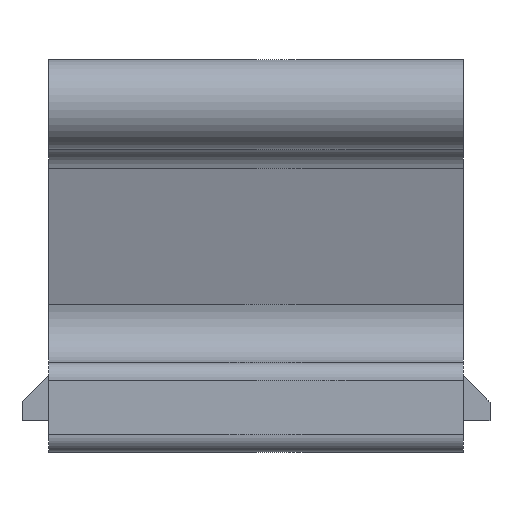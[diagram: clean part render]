
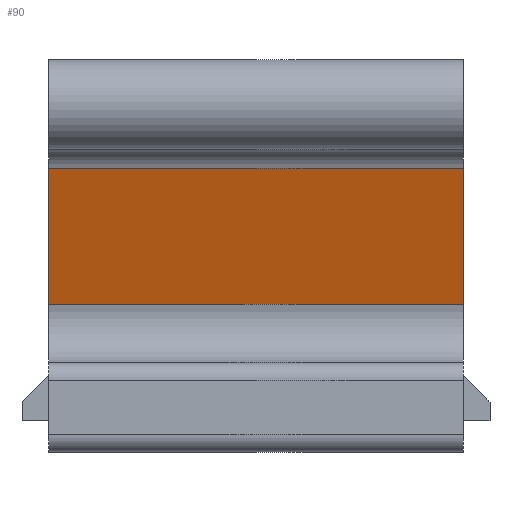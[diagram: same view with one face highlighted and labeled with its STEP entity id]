
A CAD part, left-side view. The second image highlights one B-rep face of the part: STEP entity #90.
In plain terms, the highlighted planar face has unit normal (-0.956, 0, -0.292).
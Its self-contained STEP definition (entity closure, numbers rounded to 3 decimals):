
#90 = ADVANCED_FACE( '', ( #156 ), #157, .F. );
#156 = FACE_OUTER_BOUND( '', #254, .T. );
#157 = PLANE( '', #255 );
#254 = EDGE_LOOP( '', ( #497, #498, #499, #500 ) );
#255 = AXIS2_PLACEMENT_3D( '', #501, #502, #503 );
#497 = ORIENTED_EDGE( '', *, *, #752, .T. );
#498 = ORIENTED_EDGE( '', *, *, #825, .F. );
#499 = ORIENTED_EDGE( '', *, *, #819, .F. );
#500 = ORIENTED_EDGE( '', *, *, #826, .T. );
#501 = CARTESIAN_POINT( '', ( -2.148, 47.4, -0.537 ) );
#502 = DIRECTION( '', ( 0.956, 0., 0.292 ) );
#503 = DIRECTION( '', ( 0.292, 0., -0.956 ) );
#752 = EDGE_CURVE( '', #904, #902, #905, .T. );
#819 = EDGE_CURVE( '', #1031, #1033, #1034, .T. );
#825 = EDGE_CURVE( '', #1033, #902, #1041, .T. );
#826 = EDGE_CURVE( '', #1031, #904, #1042, .T. );
#902 = VERTEX_POINT( '', #1140 );
#904 = VERTEX_POINT( '', #1142 );
#905 = LINE( '', #1143, #1144 );
#1031 = VERTEX_POINT( '', #1303 );
#1033 = VERTEX_POINT( '', #1305 );
#1034 = LINE( '', #1306, #1307 );
#1041 = LINE( '', #1318, #1319 );
#1042 = LINE( '', #1320, #1321 );
#1140 = CARTESIAN_POINT( '', ( -2.148, 52., -0.537 ) );
#1142 = CARTESIAN_POINT( '', ( -2.609, 52., 0.974 ) );
#1143 = CARTESIAN_POINT( '', ( -2.148, 52., -0.537 ) );
#1144 = VECTOR( '', #1428, 1000. );
#1303 = CARTESIAN_POINT( '', ( -2.609, 47.4, 0.974 ) );
#1305 = CARTESIAN_POINT( '', ( -2.148, 47.4, -0.537 ) );
#1306 = CARTESIAN_POINT( '', ( -2.148, 47.4, -0.537 ) );
#1307 = VECTOR( '', #1561, 1000. );
#1318 = CARTESIAN_POINT( '', ( -2.148, 47.4, -0.537 ) );
#1319 = VECTOR( '', #1569, 1000. );
#1320 = CARTESIAN_POINT( '', ( -2.609, 47.4, 0.974 ) );
#1321 = VECTOR( '', #1570, 1000. );
#1428 = DIRECTION( '', ( 0.292, 0., -0.956 ) );
#1561 = DIRECTION( '', ( 0.292, 0., -0.956 ) );
#1569 = DIRECTION( '', ( 0., 1., 0. ) );
#1570 = DIRECTION( '', ( 0., 1., 0. ) );
